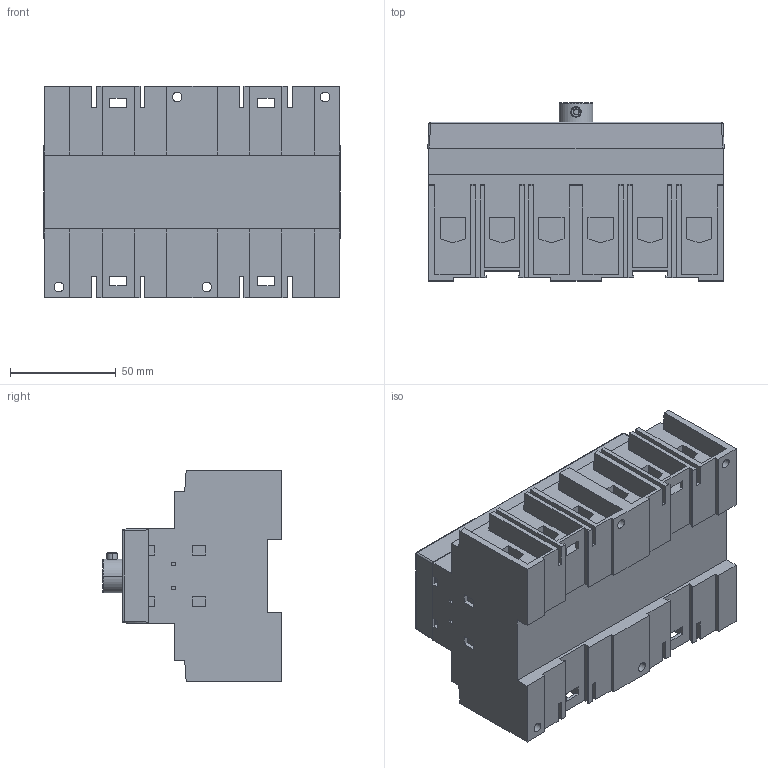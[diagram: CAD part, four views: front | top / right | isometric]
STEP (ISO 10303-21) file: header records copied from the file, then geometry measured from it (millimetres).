
FILE_DESCRIPTION((''),'2;1');
FILE_NAME('OT100-125F3C','2024-06-03T07:27:24',('FIRARAN'),(''),'CREO PARAMETRIC BY PTC INC, 2022364','CREO PARAMETRIC BY PTC INC, 2022364','');
FILE_SCHEMA(('AUTOMOTIVE_DESIGN { 1 0 10303 214 1 1 1 1 }'));
Length unit declared in the file: millimetre
Products named in the file (1): OT100-125F3C
Bounding box: 140.25 x 84.5 x 100 mm (x, y, z)
Volume: 197.8 mm3; surface area: 107565.7 mm2
Topology: 6 solids, 16 shells, 564 faces, 1911 edges, 1573 vertices
Faces by surface type: plane 461, cylinder 79, cone 16, sphere 8
Entity records: 29057 total; most frequent: CARTESIAN_POINT 7324, ORIENTED_EDGE 3059, DIRECTION 2845, PRESENTATION_STYLE_ASSIGNMENT 1874, STYLED_ITEM 1874, CURVE_STYLE 1824, EDGE_CURVE 1680, VECTOR 1476
